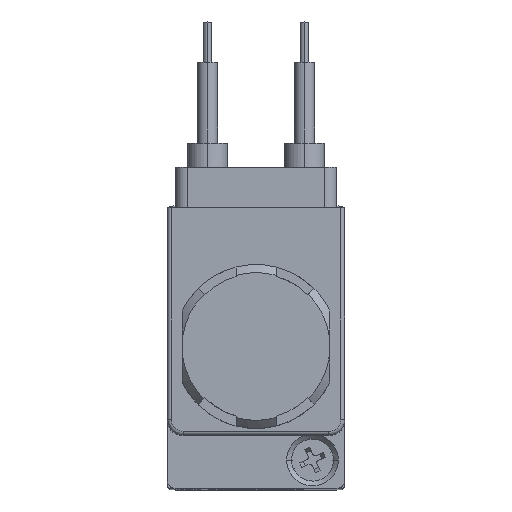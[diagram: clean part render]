
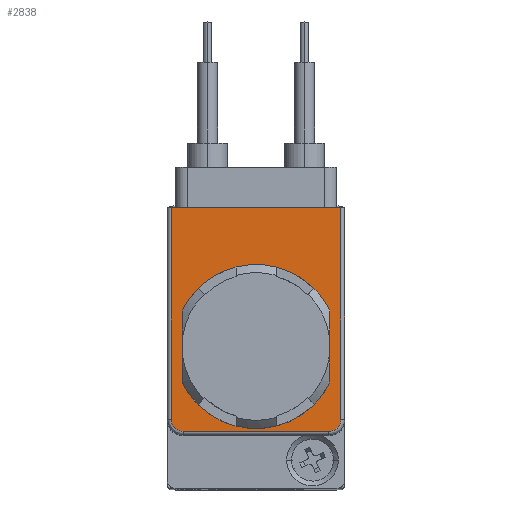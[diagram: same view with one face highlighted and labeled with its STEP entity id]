
A CAD part, top view. The second image highlights one B-rep face of the part: STEP entity #2838.
In plain terms, the highlighted face is planar.
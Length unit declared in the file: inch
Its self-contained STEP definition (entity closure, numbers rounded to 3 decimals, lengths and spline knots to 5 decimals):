
#32 = CARTESIAN_POINT ( 'NONE',  ( 0.47638, 0.58071, 0.84646 ) ) ;
#186 = EDGE_CURVE ( 'NONE', #2058, #6580, #4536, .T. ) ;
#291 = VERTEX_POINT ( 'NONE', #4276 ) ;
#547 = CARTESIAN_POINT ( 'NONE',  ( 0.47638, 0.58071, 0.01969 ) ) ;
#705 = CARTESIAN_POINT ( 'NONE',  ( 0.12205, 0.58071, 0.43307 ) ) ;
#854 = EDGE_CURVE ( 'NONE', #5293, #2058, #6959, .T. ) ;
#861 = LINE ( 'NONE', #2376, #6347 ) ;
#961 = VERTEX_POINT ( 'NONE', #5833 ) ;
#1131 = LINE ( 'NONE', #5980, #6631 ) ;
#1177 = ORIENTED_EDGE ( 'NONE', *, *, #854, .F. ) ;
#1407 = DIRECTION ( 'NONE',  ( 0., 0., 1. ) ) ;
#1459 = CARTESIAN_POINT ( 'NONE',  ( 0.53543, 0.58071, 0.7874 ) ) ;
#1618 = EDGE_CURVE ( 'NONE', #5535, #5293, #6902, .T. ) ;
#1970 = VERTEX_POINT ( 'NONE', #8538 ) ;
#2058 = VERTEX_POINT ( 'NONE', #5722 ) ;
#2376 = CARTESIAN_POINT ( 'NONE',  ( 0., 0.58071, 0.84646 ) ) ;
#2838 = ADVANCED_FACE ( 'NONE', ( #5689, #5918 ), #7087, .F. ) ;
#2955 = VECTOR ( 'NONE', #6166, 39.37008 ) ;
#3059 = AXIS2_PLACEMENT_3D ( 'NONE', #3993, #9053, #4727 ) ;
#3139 = DIRECTION ( 'NONE',  ( 1., 0., 0. ) ) ;
#3302 = EDGE_CURVE ( 'NONE', #1970, #961, #4231, .T. ) ;
#3548 = CARTESIAN_POINT ( 'NONE',  ( 0.47638, 0.58071, 0.01969 ) ) ;
#3567 = CARTESIAN_POINT ( 'NONE',  ( 0.53543, 0.58071, 0.04415 ) ) ;
#3614 = CARTESIAN_POINT ( 'NONE',  ( 0.53543, 0.58071, 0.07874 ) ) ;
#3656 = EDGE_CURVE ( 'NONE', #961, #1970, #8262, .T. ) ;
#3728 = CARTESIAN_POINT ( 'NONE',  ( 0.53543, 0.58071, 0.822 ) ) ;
#3993 = CARTESIAN_POINT ( 'NONE',  ( 0.12205, 0.58071, 0.43307 ) ) ;
#4126 = ORIENTED_EDGE ( 'NONE', *, *, #1618, .F. ) ;
#4231 = CIRCLE ( 'NONE', #4607, 0.31496 ) ;
#4276 = CARTESIAN_POINT ( 'NONE',  ( -0.55512, 0.58071, 0.01969 ) ) ;
#4438 = ORIENTED_EDGE ( 'NONE', *, *, #3656, .F. ) ;
#4536 =( BOUNDED_CURVE ( )  B_SPLINE_CURVE ( 3, ( #1459, #3728, #8070, #32 ),
 .UNSPECIFIED., .F., .T. ) 
 B_SPLINE_CURVE_WITH_KNOTS ( ( 4, 4 ),
 ( 0., 1. ),
 .UNSPECIFIED. ) 
 CURVE ( )  GEOMETRIC_REPRESENTATION_ITEM ( )  RATIONAL_B_SPLINE_CURVE ( ( 1., 0.805, 0.805, 1. ) ) 
 REPRESENTATION_ITEM ( '' )  );
#4607 = AXIS2_PLACEMENT_3D ( 'NONE', #705, #5692, #1407 ) ;
#4727 = DIRECTION ( 'NONE',  ( 0., 0., 1. ) ) ;
#4777 = EDGE_CURVE ( 'NONE', #6580, #7329, #861, .T. ) ;
#4794 = CARTESIAN_POINT ( 'NONE',  ( 0.53543, 0.58071, 0.07874 ) ) ;
#4853 = LINE ( 'NONE', #5429, #2955 ) ;
#5040 = VECTOR ( 'NONE', #8755, 39.37008 ) ;
#5293 = VERTEX_POINT ( 'NONE', #3614 ) ;
#5429 = CARTESIAN_POINT ( 'NONE',  ( -0.55512, 0.58071, 0.86614 ) ) ;
#5525 = CARTESIAN_POINT ( 'NONE',  ( -0.55512, 0.58071, 0.84646 ) ) ;
#5535 = VERTEX_POINT ( 'NONE', #3548 ) ;
#5682 = EDGE_LOOP ( 'NONE', ( #8402, #8183, #5958, #5878, #1177, #4126 ) ) ;
#5689 = FACE_OUTER_BOUND ( 'NONE', #5682, .T. ) ;
#5692 = DIRECTION ( 'NONE',  ( 0., 1., 0. ) ) ;
#5722 = CARTESIAN_POINT ( 'NONE',  ( 0.53543, 0.58071, 0.7874 ) ) ;
#5833 = CARTESIAN_POINT ( 'NONE',  ( 0.12205, 0.58071, 0.74803 ) ) ;
#5878 = ORIENTED_EDGE ( 'NONE', *, *, #186, .F. ) ;
#5918 = FACE_BOUND ( 'NONE', #9050, .T. ) ;
#5958 = ORIENTED_EDGE ( 'NONE', *, *, #4777, .F. ) ;
#5980 = CARTESIAN_POINT ( 'NONE',  ( -0.55512, 0.58071, 0.01969 ) ) ;
#6166 = DIRECTION ( 'NONE',  ( 0., 0., 1. ) ) ;
#6347 = VECTOR ( 'NONE', #7413, 39.37008 ) ;
#6406 = AXIS2_PLACEMENT_3D ( 'NONE', #7120, #7054, #7022 ) ;
#6580 = VERTEX_POINT ( 'NONE', #7905 ) ;
#6631 = VECTOR ( 'NONE', #3139, 39.37008 ) ;
#6902 =( BOUNDED_CURVE ( )  B_SPLINE_CURVE ( 3, ( #547, #9250, #3567, #4794 ),
 .UNSPECIFIED., .F., .T. ) 
 B_SPLINE_CURVE_WITH_KNOTS ( ( 4, 4 ),
 ( 0., 1. ),
 .UNSPECIFIED. ) 
 CURVE ( )  GEOMETRIC_REPRESENTATION_ITEM ( )  RATIONAL_B_SPLINE_CURVE ( ( 1., 0.805, 0.805, 1. ) ) 
 REPRESENTATION_ITEM ( '' )  );
#6959 = LINE ( 'NONE', #8922, #5040 ) ;
#7022 = DIRECTION ( 'NONE',  ( 0., 0., -1. ) ) ;
#7054 = DIRECTION ( 'NONE',  ( 0., -1., 0. ) ) ;
#7087 = PLANE ( 'NONE',  #6406 ) ;
#7120 = CARTESIAN_POINT ( 'NONE',  ( -0.55512, 0.58071, 0.86614 ) ) ;
#7246 = EDGE_CURVE ( 'NONE', #291, #7329, #4853, .T. ) ;
#7329 = VERTEX_POINT ( 'NONE', #5525 ) ;
#7413 = DIRECTION ( 'NONE',  ( -1., 0., 0. ) ) ;
#7736 = ORIENTED_EDGE ( 'NONE', *, *, #3302, .F. ) ;
#7905 = CARTESIAN_POINT ( 'NONE',  ( 0.47638, 0.58071, 0.84646 ) ) ;
#8070 = CARTESIAN_POINT ( 'NONE',  ( 0.51097, 0.58071, 0.84646 ) ) ;
#8076 = EDGE_CURVE ( 'NONE', #291, #5535, #1131, .T. ) ;
#8183 = ORIENTED_EDGE ( 'NONE', *, *, #7246, .T. ) ;
#8262 = CIRCLE ( 'NONE', #3059, 0.31496 ) ;
#8402 = ORIENTED_EDGE ( 'NONE', *, *, #8076, .F. ) ;
#8538 = CARTESIAN_POINT ( 'NONE',  ( 0.12205, 0.58071, 0.11811 ) ) ;
#8755 = DIRECTION ( 'NONE',  ( 0., 0., 1. ) ) ;
#8922 = CARTESIAN_POINT ( 'NONE',  ( 0.53543, 0.58071, 0.86614 ) ) ;
#9050 = EDGE_LOOP ( 'NONE', ( #4438, #7736 ) ) ;
#9053 = DIRECTION ( 'NONE',  ( 0., 1., 0. ) ) ;
#9250 = CARTESIAN_POINT ( 'NONE',  ( 0.51097, 0.58071, 0.01969 ) ) ;
